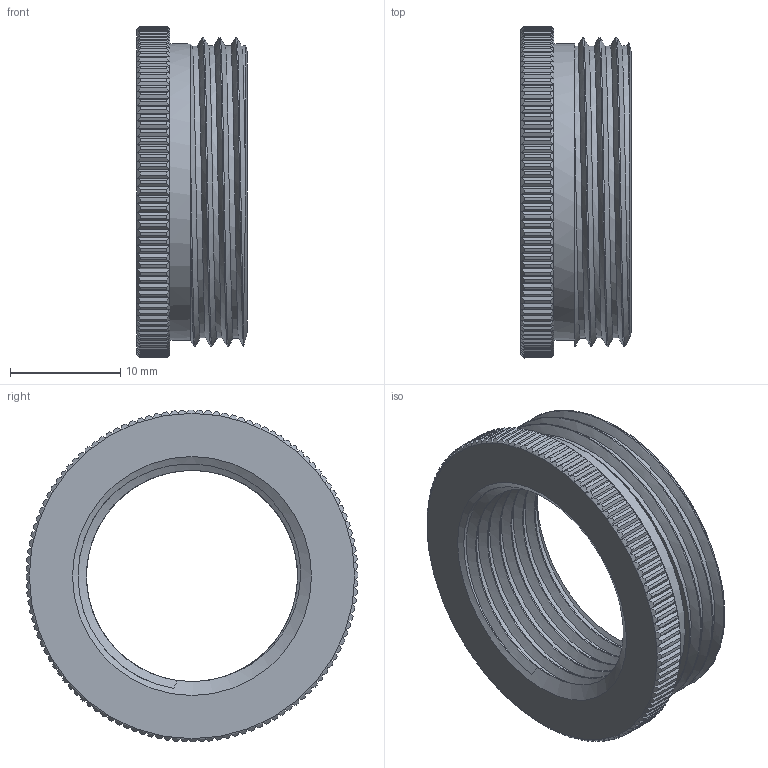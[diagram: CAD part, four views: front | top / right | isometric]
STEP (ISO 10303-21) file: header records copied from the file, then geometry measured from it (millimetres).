
FILE_DESCRIPTION(/* description */ ('Reduzierung gerändelt PG 21/13,5'),/* implementation_level */ '2;1');
FILE_NAME(/* name */ '62062113-RST.stp',/* time_stamp */ '2020-06-23T10:59:32+02:00',/* author */ ('sl'),/* organization */ (''),/* preprocessor_version */ 'ST-DEVELOPER v16.5',/* originating_system */ 'Autodesk Inventor 2017',/* authorisation */ '');
FILE_SCHEMA (('AUTOMOTIVE_DESIGN { 1 0 10303 214 3 1 1 }'));
Length unit declared in the file: millimetre
Products named in the file (1): 62062113
Bounding box: 10 x 30.08 x 30.08 mm (x, y, z)
Volume: 2908.1 mm3; surface area: 2862.2 mm2
Topology: 1 solids, 1 shells, 379 faces, 1126 edges, 750 vertices
Faces by surface type: plane 245, cylinder 125, cone 5, bspline 4
Full cylindrical faces by diameter (mm): 26.88 x1
Entity records: 14943 total; most frequent: CARTESIAN_POINT 4107, DIRECTION 2592, ORIENTED_EDGE 2228, AXIS2_PLACEMENT_3D 1116, EDGE_CURVE 1114, VERTEX_POINT 744, CIRCLE 738, EDGE_LOOP 388
